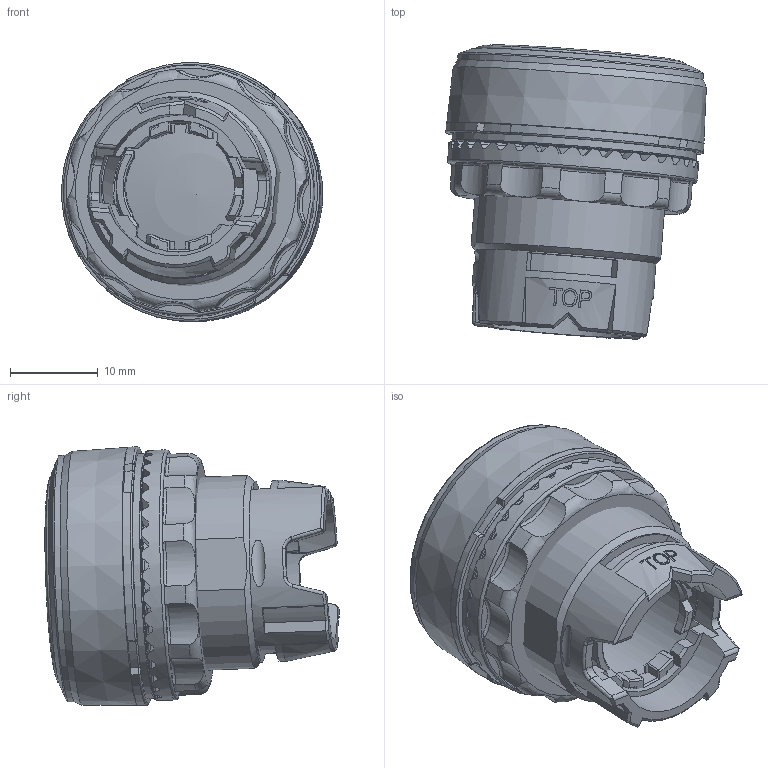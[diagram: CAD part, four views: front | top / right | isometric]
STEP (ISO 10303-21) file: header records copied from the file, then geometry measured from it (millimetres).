
FILE_DESCRIPTION(/* description */ (''),/* implementation_level */ '2;1');
FILE_NAME(/* name */ 'TS2520-0AM50-R10_stp.stp',/* time_stamp */ '2022-08-18T10:30:42+08:00',/* author */ (''),/* organization */ (''),/* preprocessor_version */ 'ST-DEVELOPER v16',/* originating_system */ 'SIEMENS PLM Software NX 10.0',/* authorisation */ '');
FILE_SCHEMA (('AP203_CONFIGURATION_CONTROLLED_3D_DESIGN_OF_MECHANICAL_PARTS_AND_ASSEMBLIES_MIM_LF { 1 0 10303 403 2 1 2}'));
Length unit declared in the file: millimetre
Products named in the file (1): Admi1F68E5B6sbh4
Bounding box: 29.71 x 33.52 x 29.48 mm (x, y, z)
Volume: 6683.7 mm3; surface area: 9825.6 mm2
Topology: 9 solids, 9 shells, 624 faces, 1690 edges, 1099 vertices
Faces by surface type: plane 246, bspline 126, cylinder 115, cone 73, torus 46, extrusion 16, sphere 2
Full cylindrical faces by diameter (mm): 17.8 x1, 20.6 x1, 20.7 x2, 21 x1, 23.8 x1, 24 x1, 24.3 x1, 25.8 x1, 26.6 x1, 28 x1, 28.6 x1
Entity records: 22945 total; most frequent: CARTESIAN_POINT 8490, ORIENTED_EDGE 3216, DIRECTION 2590, EDGE_CURVE 1608, VERTEX_POINT 1078, AXIS2_PLACEMENT_3D 1016, EDGE_LOOP 708, ADVANCED_FACE 624
